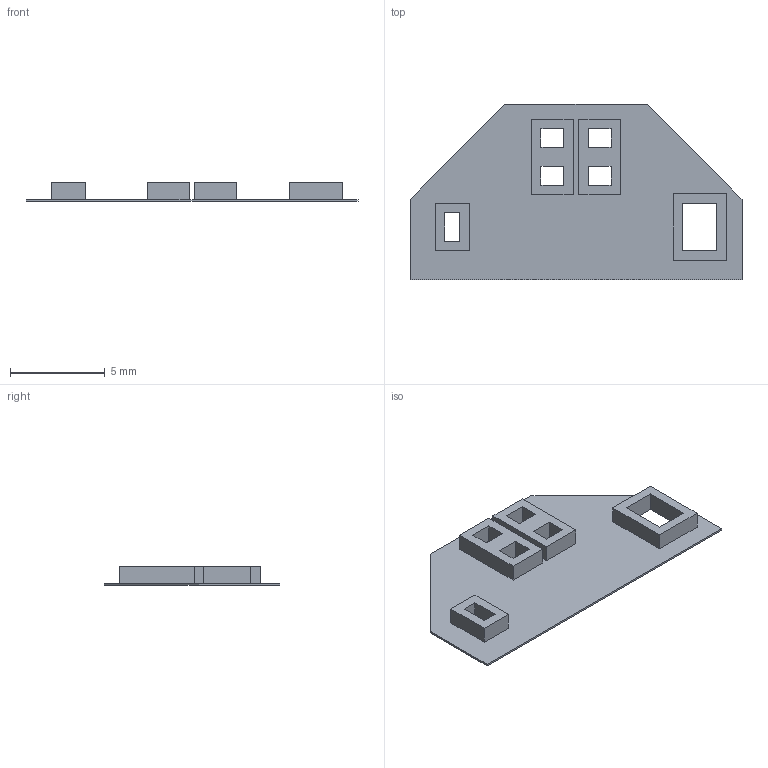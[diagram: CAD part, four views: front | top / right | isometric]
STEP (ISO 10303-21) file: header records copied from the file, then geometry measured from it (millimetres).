
FILE_DESCRIPTION(/* description */ (''),/* implementation_level */ '2;1');
FILE_NAME(/* name */ 'usb-B v2.step',/* time_stamp */ '2025-06-04T15:57:54-04:00',/* author */ (''),/* organization */ (''),/* preprocessor_version */ 'ST-DEVELOPER v20.1',/* originating_system */ 'Autodesk Translation Framework v14.10.0.0',/* authorisation */ '');
FILE_SCHEMA (('AUTOMOTIVE_DESIGN { 1 0 10303 214 3 1 1 }'));
Length unit declared in the file: millimetre
Products named in the file (1): usb-B
Bounding box: 17.53 x 9.25 x 1 mm (x, y, z)
Volume: 31.9 mm3; surface area: 330.4 mm2
Topology: 1 solids, 1 shells, 52 faces, 138 edges, 92 vertices
Faces by surface type: plane 52
Entity records: 1628 total; most frequent: CARTESIAN_POINT 283, ORIENTED_EDGE 276, DIRECTION 244, LINE 138, VECTOR 138, EDGE_CURVE 138, VERTEX_POINT 92, EDGE_LOOP 68
